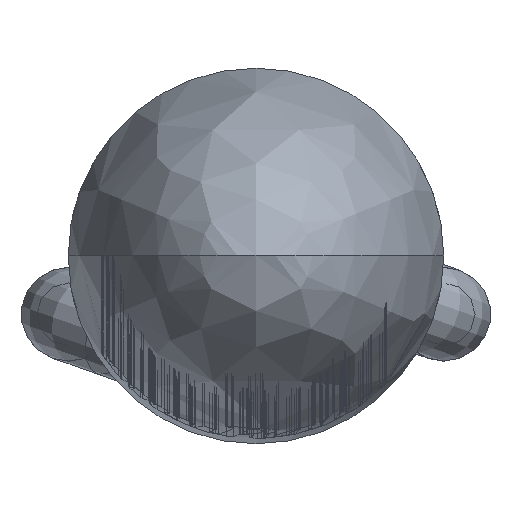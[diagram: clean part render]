
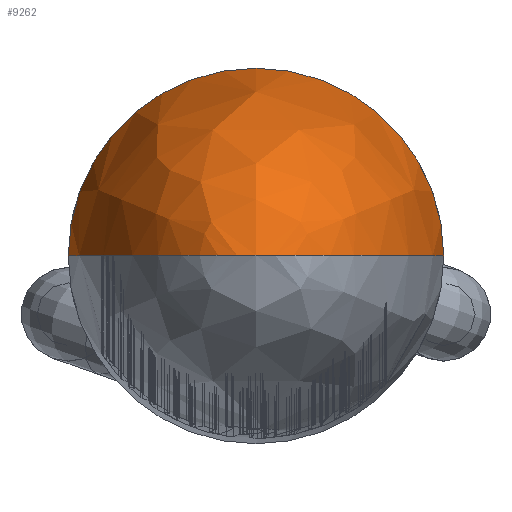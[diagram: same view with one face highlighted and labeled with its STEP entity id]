
A CAD part, top view. The second image highlights one B-rep face of the part: STEP entity #9262.
In plain terms, the highlighted free-form (B-spline) face has degree [3, 3] with [4, 4] control points.
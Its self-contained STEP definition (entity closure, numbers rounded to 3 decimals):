
#96=(
BOUNDED_SURFACE()
B_SPLINE_SURFACE(3,3,((#20387,#20388,#20389,#20390),(#20391,#20392,#20393,
#20394),(#20395,#20396,#20397,#20398),(#20399,#20400,#20401,#20402)),
 .UNSPECIFIED.,.F.,.F.,.F.)
B_SPLINE_SURFACE_WITH_KNOTS((4,4),(4,4),(0.,1.),(0.,1.),.UNSPECIFIED.)
GEOMETRIC_REPRESENTATION_ITEM()
RATIONAL_B_SPLINE_SURFACE(((1.,0.333,0.333,1.),
(0.805,0.268,0.268,0.805),
(0.805,0.268,0.268,0.805),
(1.,0.333,0.333,1.)))
REPRESENTATION_ITEM('')
SURFACE()
);
#155=ELLIPSE('',#9897,1.282,0.6);
#156=ELLIPSE('',#9899,1.282,0.6);
#1515=FACE_OUTER_BOUND('',#2017,.T.);
#2017=EDGE_LOOP('',(#7644,#7645,#7646));
#3585=CIRCLE('',#9900,0.6);
#4143=VERTEX_POINT('',#20349);
#4144=VERTEX_POINT('',#20350);
#4145=VERTEX_POINT('',#20352);
#5386=EDGE_CURVE('',#4143,#4144,#155,.T.);
#5388=EDGE_CURVE('',#4145,#4144,#156,.T.);
#5389=EDGE_CURVE('',#4143,#4145,#3585,.T.);
#7644=ORIENTED_EDGE('',*,*,#5389,.F.);
#7645=ORIENTED_EDGE('',*,*,#5386,.T.);
#7646=ORIENTED_EDGE('',*,*,#5388,.F.);
#9262=ADVANCED_FACE('',(#1515),#96,.T.);
#9897=AXIS2_PLACEMENT_3D('',#20351,#10888,#10889);
#9899=AXIS2_PLACEMENT_3D('',#20354,#10892,#10893);
#9900=AXIS2_PLACEMENT_3D('',#20403,#10894,#10895);
#10888=DIRECTION('center_axis',(0.,0.,
-1.));
#10889=DIRECTION('ref_axis',(0.,1.,0.));
#10892=DIRECTION('center_axis',(0.,0.,1.));
#10893=DIRECTION('ref_axis',(0.,-1.,0.));
#10894=DIRECTION('center_axis',(0.,-1.,0.));
#10895=DIRECTION('ref_axis',(0.,0.,-1.));
#20349=CARTESIAN_POINT('',(-0.6,136.718,0.));
#20350=CARTESIAN_POINT('',(0.,138.,0.));
#20351=CARTESIAN_POINT('Origin',(0.,136.718,
0.));
#20352=CARTESIAN_POINT('',(0.6,136.718,0.));
#20354=CARTESIAN_POINT('Origin',(0.,136.718,
0.));
#20387=CARTESIAN_POINT('Ctrl Pts',(-0.6,136.718,0.));
#20388=CARTESIAN_POINT('Ctrl Pts',(-0.6,136.718,-1.2));
#20389=CARTESIAN_POINT('Ctrl Pts',(0.6,136.718,-1.2));
#20390=CARTESIAN_POINT('Ctrl Pts',(0.6,136.718,0.));
#20391=CARTESIAN_POINT('Ctrl Pts',(-0.6,137.469,0.));
#20392=CARTESIAN_POINT('Ctrl Pts',(-0.6,137.469,-1.2));
#20393=CARTESIAN_POINT('Ctrl Pts',(0.6,137.469,-1.2));
#20394=CARTESIAN_POINT('Ctrl Pts',(0.6,137.469,0.));
#20395=CARTESIAN_POINT('Ctrl Pts',(-0.351,138.,0.));
#20396=CARTESIAN_POINT('Ctrl Pts',(-0.351,138.,-0.703));
#20397=CARTESIAN_POINT('Ctrl Pts',(0.351,138.,-0.703));
#20398=CARTESIAN_POINT('Ctrl Pts',(0.351,138.,0.));
#20399=CARTESIAN_POINT('Ctrl Pts',(0.,138.,0.));
#20400=CARTESIAN_POINT('Ctrl Pts',(0.,138.,0.));
#20401=CARTESIAN_POINT('Ctrl Pts',(0.,138.,0.));
#20402=CARTESIAN_POINT('Ctrl Pts',(0.,138.,0.));
#20403=CARTESIAN_POINT('Origin',(0.,136.718,0.));
